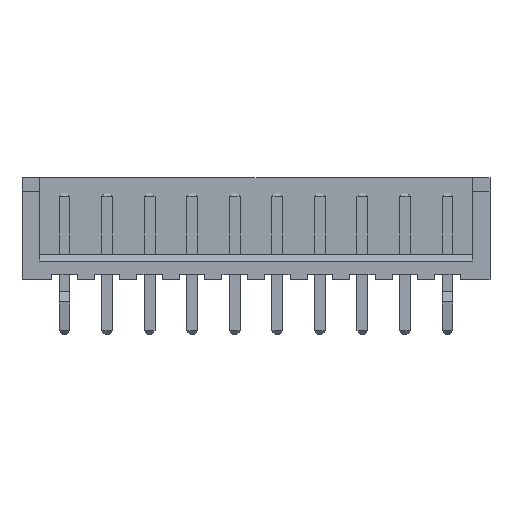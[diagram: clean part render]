
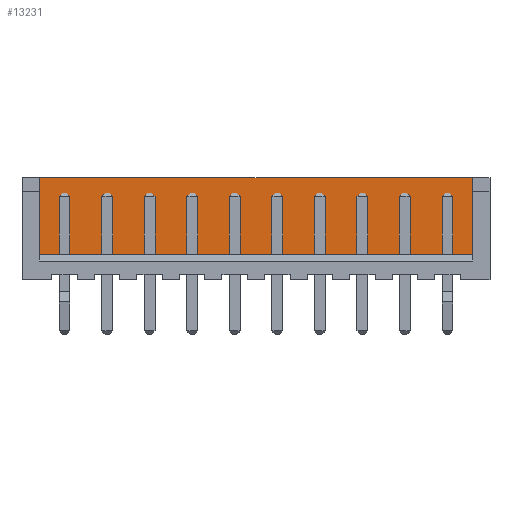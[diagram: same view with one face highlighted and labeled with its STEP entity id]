
A CAD part, front view. The second image highlights one B-rep face of the part: STEP entity #13231.
In plain terms, the highlighted planar face has unit normal (0, -1, 0).
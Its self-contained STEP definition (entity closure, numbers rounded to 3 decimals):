
#5628 = PLANE('',#5629);
#5629 = AXIS2_PLACEMENT_3D('',#5630,#5631,#5632);
#5630 = CARTESIAN_POINT('',(24.,-0.6,1.5));
#5631 = DIRECTION('',(0.,0.,-1.));
#5632 = DIRECTION('',(-1.,0.,0.));
#5684 = PLANE('',#5685);
#5685 = AXIS2_PLACEMENT_3D('',#5686,#5687,#5688);
#5686 = CARTESIAN_POINT('',(-2.5,-2.2,6.));
#5687 = DIRECTION('',(0.,0.,-1.));
#5688 = DIRECTION('',(-1.,0.,0.));
#9116 = VERTEX_POINT('',#9117);
#9117 = CARTESIAN_POINT('',(24.55,1.15,6.));
#9131 = PLANE('',#9132);
#9132 = AXIS2_PLACEMENT_3D('',#9133,#9134,#9135);
#9133 = CARTESIAN_POINT('',(24.55,0.65,6.));
#9134 = DIRECTION('',(1.,0.,0.));
#9135 = DIRECTION('',(0.,1.,0.));
#9143 = EDGE_CURVE('',#9116,#9144,#9146,.T.);
#9144 = VERTEX_POINT('',#9145);
#9145 = CARTESIAN_POINT('',(-2.05,1.15,6.));
#9146 = SURFACE_CURVE('',#9147,(#9151,#9158),.PCURVE_S1.);
#9147 = LINE('',#9148,#9149);
#9148 = CARTESIAN_POINT('',(24.55,1.15,6.));
#9149 = VECTOR('',#9150,1.);
#9150 = DIRECTION('',(-1.,0.,0.));
#9151 = PCURVE('',#5684,#9152);
#9152 = DEFINITIONAL_REPRESENTATION('',(#9153),#9157);
#9153 = LINE('',#9154,#9155);
#9154 = CARTESIAN_POINT('',(-27.05,3.35));
#9155 = VECTOR('',#9156,1.);
#9156 = DIRECTION('',(1.,0.));
#9157 = ( GEOMETRIC_REPRESENTATION_CONTEXT(2)
PARAMETRIC_REPRESENTATION_CONTEXT() REPRESENTATION_CONTEXT('2D SPACE',''
) );
#9158 = PCURVE('',#9159,#9164);
#9159 = PLANE('',#9160);
#9160 = AXIS2_PLACEMENT_3D('',#9161,#9162,#9163);
#9161 = CARTESIAN_POINT('',(24.55,1.15,6.));
#9162 = DIRECTION('',(0.,1.,0.));
#9163 = DIRECTION('',(-1.,0.,0.));
#9164 = DEFINITIONAL_REPRESENTATION('',(#9165),#9169);
#9165 = LINE('',#9166,#9167);
#9166 = CARTESIAN_POINT('',(0.,0.));
#9167 = VECTOR('',#9168,1.);
#9168 = DIRECTION('',(1.,0.));
#9169 = ( GEOMETRIC_REPRESENTATION_CONTEXT(2)
PARAMETRIC_REPRESENTATION_CONTEXT() REPRESENTATION_CONTEXT('2D SPACE',''
) );
#9187 = PLANE('',#9188);
#9188 = AXIS2_PLACEMENT_3D('',#9189,#9190,#9191);
#9189 = CARTESIAN_POINT('',(-2.05,1.15,6.));
#9190 = DIRECTION('',(-1.,0.,0.));
#9191 = DIRECTION('',(0.,-1.,0.));
#9439 = VERTEX_POINT('',#9440);
#9440 = CARTESIAN_POINT('',(-2.05,1.15,1.5));
#9461 = EDGE_CURVE('',#9462,#9439,#9464,.T.);
#9462 = VERTEX_POINT('',#9463);
#9463 = CARTESIAN_POINT('',(24.55,1.15,1.5));
#9464 = SURFACE_CURVE('',#9465,(#9469,#9476),.PCURVE_S1.);
#9465 = LINE('',#9466,#9467);
#9466 = CARTESIAN_POINT('',(24.55,1.15,1.5));
#9467 = VECTOR('',#9468,1.);
#9468 = DIRECTION('',(-1.,0.,0.));
#9469 = PCURVE('',#5628,#9470);
#9470 = DEFINITIONAL_REPRESENTATION('',(#9471),#9475);
#9471 = LINE('',#9472,#9473);
#9472 = CARTESIAN_POINT('',(-0.55,1.75));
#9473 = VECTOR('',#9474,1.);
#9474 = DIRECTION('',(1.,0.));
#9475 = ( GEOMETRIC_REPRESENTATION_CONTEXT(2)
PARAMETRIC_REPRESENTATION_CONTEXT() REPRESENTATION_CONTEXT('2D SPACE',''
) );
#9476 = PCURVE('',#9159,#9477);
#9477 = DEFINITIONAL_REPRESENTATION('',(#9478),#9482);
#9478 = LINE('',#9479,#9480);
#9479 = CARTESIAN_POINT('',(0.,-4.5));
#9480 = VECTOR('',#9481,1.);
#9481 = DIRECTION('',(1.,0.));
#9482 = ( GEOMETRIC_REPRESENTATION_CONTEXT(2)
PARAMETRIC_REPRESENTATION_CONTEXT() REPRESENTATION_CONTEXT('2D SPACE',''
) );
#13208 = EDGE_CURVE('',#9144,#9439,#13209,.T.);
#13209 = SURFACE_CURVE('',#13210,(#13214,#13221),.PCURVE_S1.);
#13210 = LINE('',#13211,#13212);
#13211 = CARTESIAN_POINT('',(-2.05,1.15,6.));
#13212 = VECTOR('',#13213,1.);
#13213 = DIRECTION('',(0.,0.,-1.));
#13214 = PCURVE('',#9187,#13215);
#13215 = DEFINITIONAL_REPRESENTATION('',(#13216),#13220);
#13216 = LINE('',#13217,#13218);
#13217 = CARTESIAN_POINT('',(0.,0.));
#13218 = VECTOR('',#13219,1.);
#13219 = DIRECTION('',(0.,-1.));
#13220 = ( GEOMETRIC_REPRESENTATION_CONTEXT(2)
PARAMETRIC_REPRESENTATION_CONTEXT() REPRESENTATION_CONTEXT('2D SPACE',''
) );
#13221 = PCURVE('',#9159,#13222);
#13222 = DEFINITIONAL_REPRESENTATION('',(#13223),#13227);
#13223 = LINE('',#13224,#13225);
#13224 = CARTESIAN_POINT('',(26.6,0.));
#13225 = VECTOR('',#13226,1.);
#13226 = DIRECTION('',(0.,-1.));
#13227 = ( GEOMETRIC_REPRESENTATION_CONTEXT(2)
PARAMETRIC_REPRESENTATION_CONTEXT() REPRESENTATION_CONTEXT('2D SPACE',''
) );
#13231 = ADVANCED_FACE('',(#13232),#9159,.F.);
#13232 = FACE_BOUND('',#13233,.F.);
#13233 = EDGE_LOOP('',(#13234,#13255,#13256,#13257));
#13234 = ORIENTED_EDGE('',*,*,#13235,.T.);
#13235 = EDGE_CURVE('',#9116,#9462,#13236,.T.);
#13236 = SURFACE_CURVE('',#13237,(#13241,#13248),.PCURVE_S1.);
#13237 = LINE('',#13238,#13239);
#13238 = CARTESIAN_POINT('',(24.55,1.15,6.));
#13239 = VECTOR('',#13240,1.);
#13240 = DIRECTION('',(0.,0.,-1.));
#13241 = PCURVE('',#9159,#13242);
#13242 = DEFINITIONAL_REPRESENTATION('',(#13243),#13247);
#13243 = LINE('',#13244,#13245);
#13244 = CARTESIAN_POINT('',(0.,0.));
#13245 = VECTOR('',#13246,1.);
#13246 = DIRECTION('',(0.,-1.));
#13247 = ( GEOMETRIC_REPRESENTATION_CONTEXT(2)
PARAMETRIC_REPRESENTATION_CONTEXT() REPRESENTATION_CONTEXT('2D SPACE',''
) );
#13248 = PCURVE('',#9131,#13249);
#13249 = DEFINITIONAL_REPRESENTATION('',(#13250),#13254);
#13250 = LINE('',#13251,#13252);
#13251 = CARTESIAN_POINT('',(0.5,0.));
#13252 = VECTOR('',#13253,1.);
#13253 = DIRECTION('',(0.,-1.));
#13254 = ( GEOMETRIC_REPRESENTATION_CONTEXT(2)
PARAMETRIC_REPRESENTATION_CONTEXT() REPRESENTATION_CONTEXT('2D SPACE',''
) );
#13255 = ORIENTED_EDGE('',*,*,#9461,.T.);
#13256 = ORIENTED_EDGE('',*,*,#13208,.F.);
#13257 = ORIENTED_EDGE('',*,*,#9143,.F.);
